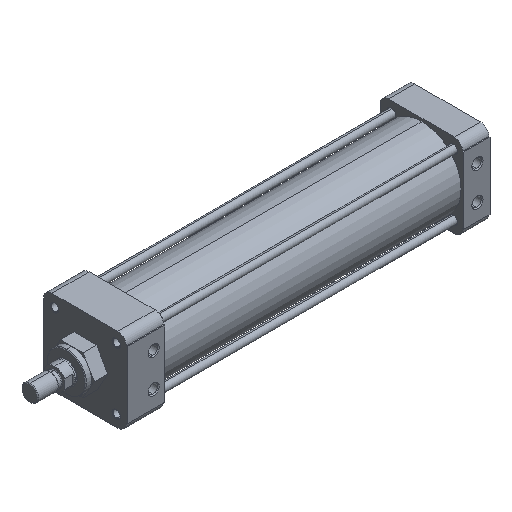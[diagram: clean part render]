
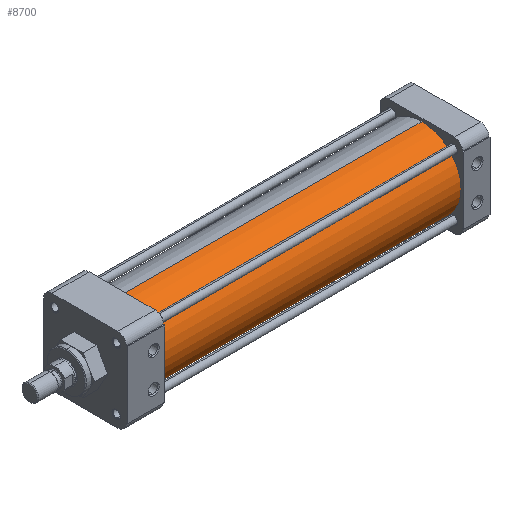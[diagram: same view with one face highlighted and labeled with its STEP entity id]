
A CAD part, isometric view. The second image highlights one B-rep face of the part: STEP entity #8700.
In plain terms, the highlighted cylindrical face has radius 44.45 mm (diameter 88.9 mm), a partial arc.
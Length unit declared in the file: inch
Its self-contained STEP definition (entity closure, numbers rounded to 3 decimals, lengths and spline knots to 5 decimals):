
#266 = CARTESIAN_POINT ( 'NONE',  ( 15.076, 0., -1.75 ) ) ;
#637 = CARTESIAN_POINT ( 'NONE',  ( 1.67, 0., 0. ) ) ;
#952 = CARTESIAN_POINT ( 'NONE',  ( 15.076, 0., 1.75 ) ) ;
#1040 = DIRECTION ( 'NONE',  ( -1., 0., 0. ) ) ;
#1433 = CARTESIAN_POINT ( 'NONE',  ( 15.076, 0., 1.75 ) ) ;
#1752 = DIRECTION ( 'NONE',  ( 0., 0., -1. ) ) ;
#2050 = CARTESIAN_POINT ( 'NONE',  ( 15.076, 0., 0. ) ) ;
#4545 = EDGE_CURVE ( 'NONE', #13415, #8657, #5752, .T. ) ;
#5304 = CARTESIAN_POINT ( 'NONE',  ( 1.67, 0., -1.75 ) ) ;
#5752 = CIRCLE ( 'NONE', #6802, 1.75 ) ;
#5920 = DIRECTION ( 'NONE',  ( 1., 0., 0. ) ) ;
#6438 = VECTOR ( 'NONE', #12960, 39.37008 ) ;
#6484 = DIRECTION ( 'NONE',  ( 1., 0., 0. ) ) ;
#6549 = EDGE_CURVE ( 'NONE', #8657, #9926, #12473, .T. ) ;
#6802 = AXIS2_PLACEMENT_3D ( 'NONE', #637, #8547, #1752 ) ;
#6829 = EDGE_CURVE ( 'NONE', #9926, #13012, #9626, .T. ) ;
#7775 = CARTESIAN_POINT ( 'NONE',  ( 15.076, 0., 0. ) ) ;
#8074 = CYLINDRICAL_SURFACE ( 'NONE', #12325, 1.75 ) ;
#8547 = DIRECTION ( 'NONE',  ( 1., 0., 0. ) ) ;
#8657 = VERTEX_POINT ( 'NONE', #5304 ) ;
#8700 = ADVANCED_FACE ( 'NONE', ( #9505 ), #8074, .T. ) ;
#8931 = DIRECTION ( 'NONE',  ( 0., 0., -1. ) ) ;
#9416 = EDGE_LOOP ( 'NONE', ( #13788, #13652, #13616, #13439 ) ) ;
#9505 = FACE_OUTER_BOUND ( 'NONE', #9416, .T. ) ;
#9626 = CIRCLE ( 'NONE', #14615, 1.75 ) ;
#9926 = VERTEX_POINT ( 'NONE', #266 ) ;
#9962 = DIRECTION ( 'NONE',  ( 0., 0., -1. ) ) ;
#11470 = CARTESIAN_POINT ( 'NONE',  ( 1.67, 0., 1.75 ) ) ;
#11791 = CARTESIAN_POINT ( 'NONE',  ( 15.076, 0., -1.75 ) ) ;
#12325 = AXIS2_PLACEMENT_3D ( 'NONE', #2050, #6484, #9962 ) ;
#12473 = LINE ( 'NONE', #11791, #6438 ) ;
#12639 = EDGE_CURVE ( 'NONE', #13415, #13012, #13389, .T. ) ;
#12960 = DIRECTION ( 'NONE',  ( 1., 0., 0. ) ) ;
#13012 = VERTEX_POINT ( 'NONE', #952 ) ;
#13247 = VECTOR ( 'NONE', #5920, 39.37008 ) ;
#13389 = LINE ( 'NONE', #1433, #13247 ) ;
#13415 = VERTEX_POINT ( 'NONE', #11470 ) ;
#13439 = ORIENTED_EDGE ( 'NONE', *, *, #6829, .T. ) ;
#13616 = ORIENTED_EDGE ( 'NONE', *, *, #6549, .T. ) ;
#13652 = ORIENTED_EDGE ( 'NONE', *, *, #4545, .T. ) ;
#13788 = ORIENTED_EDGE ( 'NONE', *, *, #12639, .F. ) ;
#14615 = AXIS2_PLACEMENT_3D ( 'NONE', #7775, #1040, #8931 ) ;
